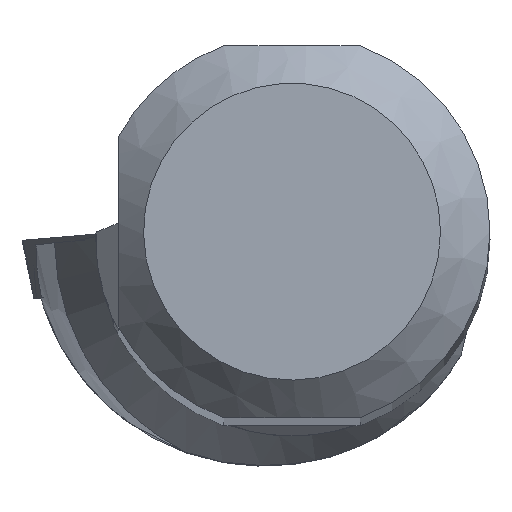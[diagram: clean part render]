
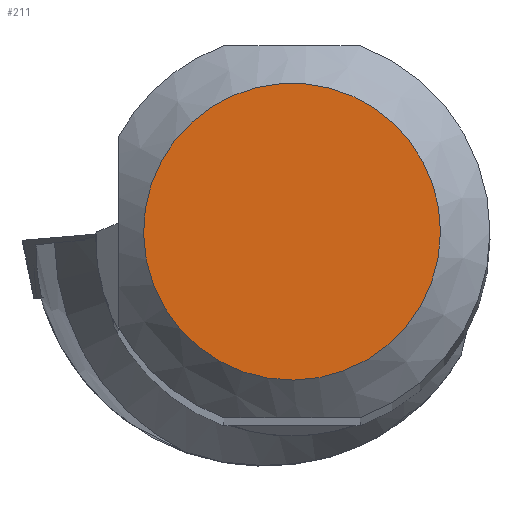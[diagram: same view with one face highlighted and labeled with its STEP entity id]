
A CAD part, top view. The second image highlights one B-rep face of the part: STEP entity #211.
In plain terms, the highlighted planar face has unit normal (0, 0, 1).
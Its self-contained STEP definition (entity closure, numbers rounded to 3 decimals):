
#172=FACE_OUTER_BOUND('',#390,.T.);
#211=ADVANCED_FACE('',(#172),#239,.T.);
#239=PLANE('',#960);
#390=EDGE_LOOP('',(#538));
#538=ORIENTED_EDGE('',*,*,#780,.T.);
#688=VERTEX_POINT('',#1522);
#780=EDGE_CURVE('',#688,#688,#829,.T.);
#829=CIRCLE('',#959,5.993);
#959=AXIS2_PLACEMENT_3D('',#1521,#1142,#1143);
#960=AXIS2_PLACEMENT_3D('',#1523,#1144,#1145);
#1142=DIRECTION('',(0.,0.,1.));
#1143=DIRECTION('',(1.,0.,0.));
#1144=DIRECTION('',(0.,0.,1.));
#1145=DIRECTION('',(1.,0.,0.));
#1521=CARTESIAN_POINT('',(0.,0.,0.));
#1522=CARTESIAN_POINT('',(5.993,0.,0.));
#1523=CARTESIAN_POINT('',(0.,0.,
0.));
